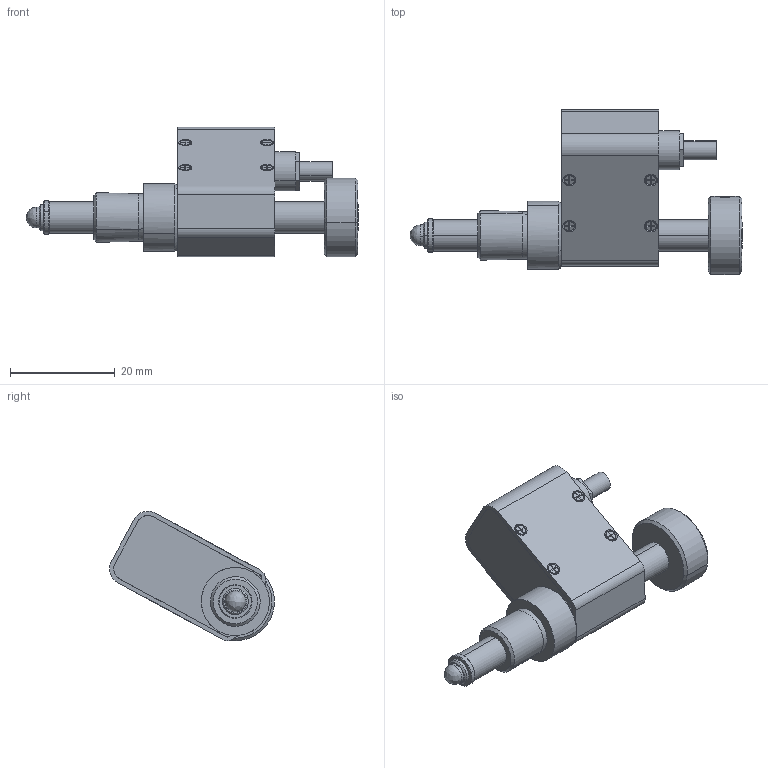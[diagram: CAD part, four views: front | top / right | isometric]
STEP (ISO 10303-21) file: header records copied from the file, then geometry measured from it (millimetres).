
FILE_DESCRIPTION (( 'STEP AP203' ), '1' );
FILE_NAME ('PAM6-13R_Temp.STEP', '2024-01-16T04:52:22', ( '' ), ( '' ), 'SwSTEP 2.0', 'SolidWorks 2013', '' );
FILE_SCHEMA (( 'CONFIG_CONTROL_DESIGN' ));
Length unit declared in the file: millimetre
Products named in the file (3): PAM6-13R_Temp; PAM6-A002-03 ScrewAssy-230613_蹬怮椔; PAM6-13-1
Assembly tree (2 placements, depth 2):
  PAM6-13R_Temp
    PAM6-13-1
    PAM6-A002-03 ScrewAssy-230613_蹬怮椔
Bounding box: 63.5 x 31.56 x 24.75 mm (x, y, z)
Volume: 2638.9 mm3; surface area: 7302.7 mm2
Topology: 4 solids, 69 shells, 261 faces, 750 edges, 567 vertices
Faces by surface type: plane 141, cylinder 67, cone 52, bspline 1
Entity records: 10109 total; most frequent: CARTESIAN_POINT 3190, DIRECTION 1312, ORIENTED_EDGE 1198, EDGE_CURVE 746, VERTEX_POINT 567, AXIS2_PLACEMENT_3D 462, VECTOR 388, LINE 388
